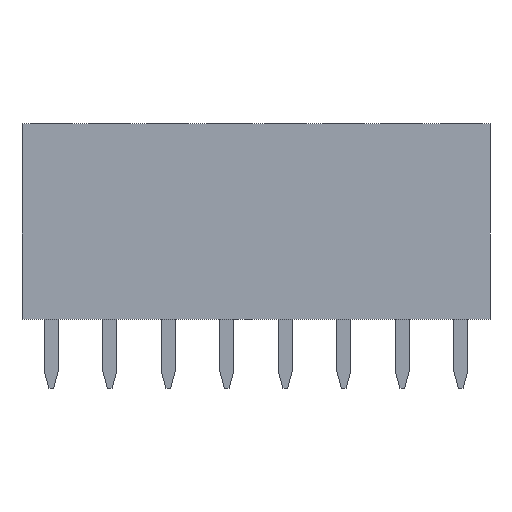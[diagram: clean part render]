
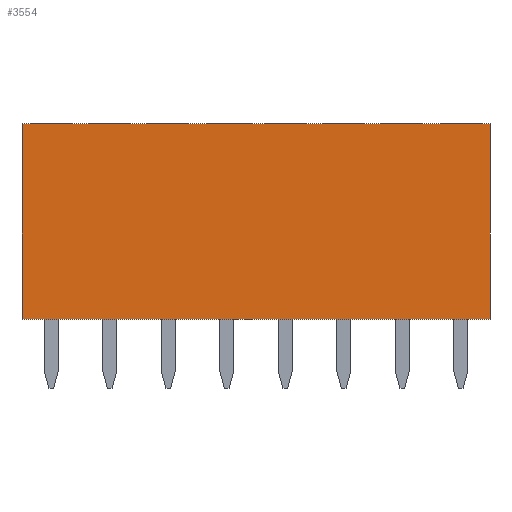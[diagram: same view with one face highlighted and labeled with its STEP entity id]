
A CAD part, front view. The second image highlights one B-rep face of the part: STEP entity #3554.
In plain terms, the highlighted planar face has unit normal (0, -1, 0).
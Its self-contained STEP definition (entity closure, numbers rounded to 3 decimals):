
#3554=ADVANCED_FACE('',(#6786),#6788,.T.);
#6786=FACE_BOUND('',#6787,.T.);
#6787=EDGE_LOOP('',(#9309,#9310,#9311,#9312));
#6788=PLANE('',#6789);
#6789=AXIS2_PLACEMENT_3D('',#6790,#6791,#6792);
#6790=CARTESIAN_POINT('',(-1.27,-1.27,0.));
#6791=DIRECTION('',(0.,-1.,0.));
#6792=DIRECTION('',(1.,0.,0.));
#9309=ORIENTED_EDGE('',*,*,#10671,.T.);
#9310=ORIENTED_EDGE('',*,*,#10564,.T.);
#9311=ORIENTED_EDGE('',*,*,#10653,.F.);
#9312=ORIENTED_EDGE('',*,*,#10553,.F.);
#10553=EDGE_CURVE('',#12417,#12419,#12420,.T.);
#10564=EDGE_CURVE('',#12439,#12437,#12440,.T.);
#10653=EDGE_CURVE('',#12419,#12437,#12553,.T.);
#10671=EDGE_CURVE('',#12417,#12439,#12575,.T.);
#12417=VERTEX_POINT('',#16461);
#12419=VERTEX_POINT('',#16465);
#12420=LINE('',#16466,#16467);
#12437=VERTEX_POINT('',#16503);
#12439=VERTEX_POINT('',#16507);
#12440=LINE('',#16508,#16509);
#12553=LINE('',#16803,#16804);
#12575=LINE('',#16861,#16862);
#16461=CARTESIAN_POINT('',(-1.27,-1.27,0.));
#16465=CARTESIAN_POINT('',(-1.27,-1.27,8.5));
#16466=CARTESIAN_POINT('',(-1.27,-1.27,0.));
#16467=VECTOR('',#16468,1.);
#16468=DIRECTION('',(0.,0.,1.));
#16503=CARTESIAN_POINT('',(19.05,-1.27,8.5));
#16507=CARTESIAN_POINT('',(19.05,-1.27,0.));
#16508=CARTESIAN_POINT('',(19.05,-1.27,0.));
#16509=VECTOR('',#16510,1.);
#16510=DIRECTION('',(0.,0.,1.));
#16803=CARTESIAN_POINT('',(-1.27,-1.27,8.5));
#16804=VECTOR('',#16805,1.);
#16805=DIRECTION('',(1.,0.,0.));
#16861=CARTESIAN_POINT('',(-1.27,-1.27,0.));
#16862=VECTOR('',#16863,1.);
#16863=DIRECTION('',(1.,0.,0.));
